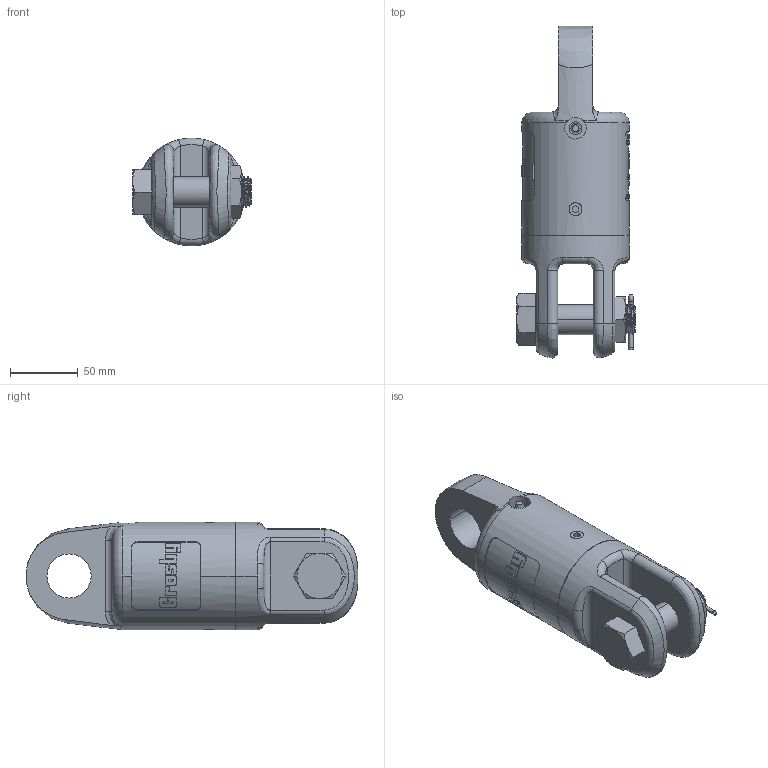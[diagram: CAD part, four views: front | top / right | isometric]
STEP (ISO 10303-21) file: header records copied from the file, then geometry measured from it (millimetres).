
FILE_DESCRIPTION((''),'2;1');
FILE_NAME('CROSBY_SWIVEL_05-S-4_297244','2008-07-24T',('adoughty'),('The Crosby Group, Inc.'),'PRO/ENGINEER BY PARAMETRIC TECHNOLOGY CORPORATION, 2005070','PRO/ENGINEER BY PARAMETRIC TECHNOLOGY CORPORATION, 2005070','');
FILE_SCHEMA(('CONFIG_CONTROL_DESIGN'));
Length unit declared in the file: inch
Products named in the file (1): CROSBY_SWIVEL_05-S-4_297244
Bounding box: 87.42 x 244.8 x 79.5 mm (x, y, z)
Volume: 678264.2 mm3; surface area: 115455.8 mm2
Topology: 2 solids, 2 shells, 1142 faces, 3161 edges, 2077 vertices
Faces by surface type: plane 831, cylinder 169, bspline 48, torus 37, extrusion 36, cone 21
Entity records: 47975 total; most frequent: CARTESIAN_POINT 20326, ORIENTED_EDGE 6322, DIRECTION 4939, EDGE_CURVE 3161, VERTEX_POINT 2077, AXIS2_PLACEMENT_3D 1748, VECTOR 1443, LINE 1407
